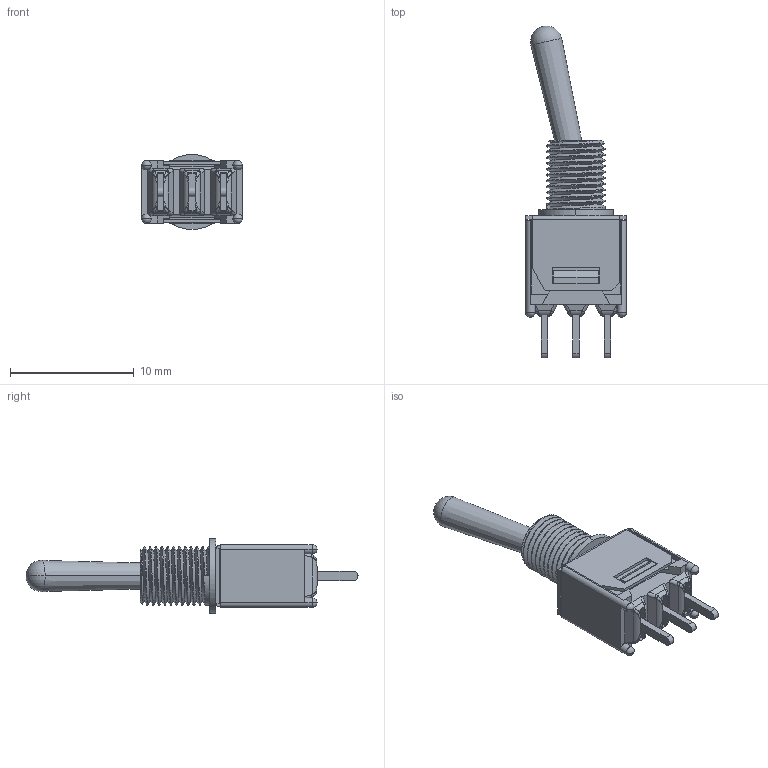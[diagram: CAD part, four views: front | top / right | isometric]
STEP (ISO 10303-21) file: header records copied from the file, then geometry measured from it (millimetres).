
FILE_DESCRIPTION (( 'STEP AP214' ), '1' );
FILE_NAME ('T101SYCQE.STEP', '2021-06-18T16:51:25', ( '' ), ( '' ), 'SwSTEP 2.0', 'SolidWorks 2018', '' );
FILE_SCHEMA (( 'AUTOMOTIVE_DESIGN' ));
Length unit declared in the file: millimetre
Products named in the file (4): 1-0.stp; T101SYCQE; 1.stp; T101SYCQE.stp
Assembly tree (3 placements, depth 3):
  T101SYCQE
    T101SYCQE.stp
      1.stp
      1-0.stp
Bounding box: 8.13 x 26.8 x 6.05 mm (x, y, z)
Volume: 300.6 mm3; surface area: 1111.4 mm2
Topology: 2 solids, 2 shells, 512 faces, 1473 edges, 933 vertices
Faces by surface type: plane 292, cylinder 108, bspline 82, cone 12, sphere 12, torus 6
Entity records: 25707 total; most frequent: CARTESIAN_POINT 13315, ORIENTED_EDGE 2894, EDGE_CURVE 1447, B_SPLINE_CURVE_WITH_KNOTS 1312, DIRECTION 1010, VERTEX_POINT 921, EDGE_LOOP 522, FACE_OUTER_BOUND 512
